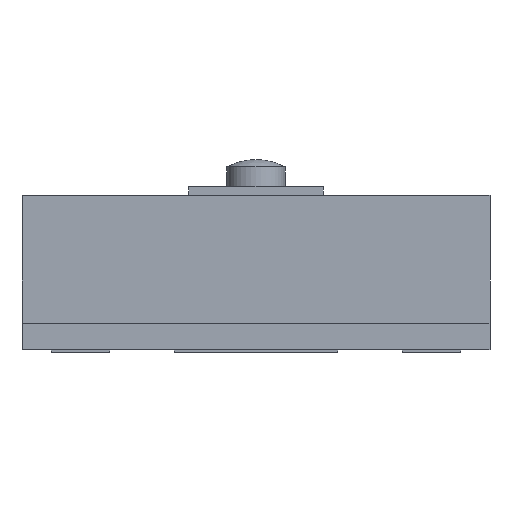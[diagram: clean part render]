
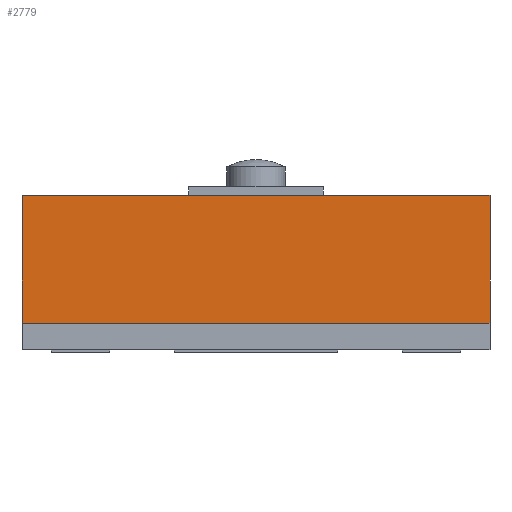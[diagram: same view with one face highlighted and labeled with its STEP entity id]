
A CAD part, front view. The second image highlights one B-rep face of the part: STEP entity #2779.
In plain terms, the highlighted planar face has unit normal (0, -1, 0).
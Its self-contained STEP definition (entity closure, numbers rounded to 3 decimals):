
#33 = LINE ( 'NONE', #1923, #3427 ) ;
#138 = DIRECTION ( 'NONE',  ( 0., 0., -1. ) ) ;
#195 = CARTESIAN_POINT ( 'NONE',  ( 0.8, -1., 0.09 ) ) ;
#311 = PLANE ( 'NONE',  #1465 ) ;
#614 = CARTESIAN_POINT ( 'NONE',  ( -0.8, -1., 0.09 ) ) ;
#651 = EDGE_LOOP ( 'NONE', ( #1150, #2422, #2638, #2513 ) ) ;
#687 = VERTEX_POINT ( 'NONE', #3418 ) ;
#700 = VECTOR ( 'NONE', #138, 1000. ) ;
#866 = FACE_OUTER_BOUND ( 'NONE', #651, .T. ) ;
#947 = VECTOR ( 'NONE', #3424, 1000. ) ;
#973 = CARTESIAN_POINT ( 'NONE',  ( -0.8, -1., 0.527 ) ) ;
#1051 = LINE ( 'NONE', #3099, #947 ) ;
#1115 = CARTESIAN_POINT ( 'NONE',  ( 0.8, -1., 0.527 ) ) ;
#1150 = ORIENTED_EDGE ( 'NONE', *, *, #3250, .T. ) ;
#1366 = VERTEX_POINT ( 'NONE', #195 ) ;
#1465 = AXIS2_PLACEMENT_3D ( 'NONE', #973, #1627, #3903 ) ;
#1627 = DIRECTION ( 'NONE',  ( 0., 1., 0. ) ) ;
#1821 = EDGE_CURVE ( 'NONE', #687, #1366, #3512, .T. ) ;
#1923 = CARTESIAN_POINT ( 'NONE',  ( -0.8, -1., 0.09 ) ) ;
#1969 = CARTESIAN_POINT ( 'NONE',  ( -0.8, -1., 0.527 ) ) ;
#2064 = EDGE_CURVE ( 'NONE', #3141, #4085, #1051, .T. ) ;
#2245 = DIRECTION ( 'NONE',  ( 1., 0., 0. ) ) ;
#2295 = DIRECTION ( 'NONE',  ( 1., 0., 0. ) ) ;
#2422 = ORIENTED_EDGE ( 'NONE', *, *, #1821, .F. ) ;
#2457 = LINE ( 'NONE', #1969, #4064 ) ;
#2513 = ORIENTED_EDGE ( 'NONE', *, *, #2064, .T. ) ;
#2638 = ORIENTED_EDGE ( 'NONE', *, *, #4162, .F. ) ;
#2779 = ADVANCED_FACE ( 'NONE', ( #866 ), #311, .F. ) ;
#2872 = CARTESIAN_POINT ( 'NONE',  ( -0.8, -1., 0.527 ) ) ;
#3099 = CARTESIAN_POINT ( 'NONE',  ( -0.8, -1., 0.527 ) ) ;
#3141 = VERTEX_POINT ( 'NONE', #2872 ) ;
#3250 = EDGE_CURVE ( 'NONE', #4085, #1366, #33, .T. ) ;
#3418 = CARTESIAN_POINT ( 'NONE',  ( 0.8, -1., 0.527 ) ) ;
#3424 = DIRECTION ( 'NONE',  ( 0., 0., -1. ) ) ;
#3427 = VECTOR ( 'NONE', #2245, 1000. ) ;
#3512 = LINE ( 'NONE', #1115, #700 ) ;
#3903 = DIRECTION ( 'NONE',  ( 0., 0., 1. ) ) ;
#4064 = VECTOR ( 'NONE', #2295, 1000. ) ;
#4085 = VERTEX_POINT ( 'NONE', #614 ) ;
#4162 = EDGE_CURVE ( 'NONE', #3141, #687, #2457, .T. ) ;
